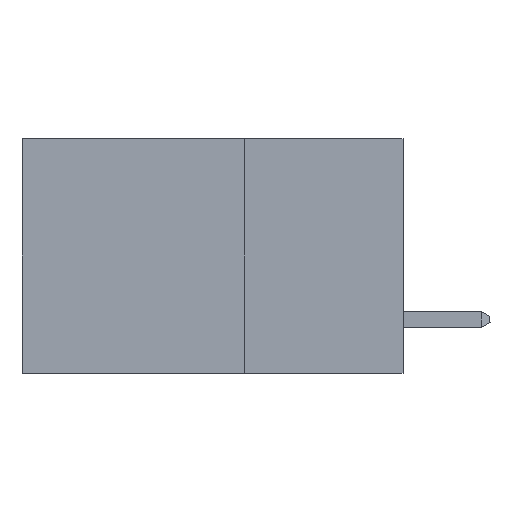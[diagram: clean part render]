
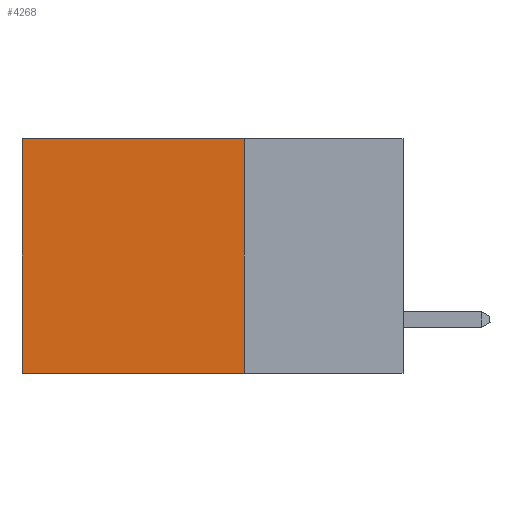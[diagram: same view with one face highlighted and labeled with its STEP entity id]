
A CAD part, left-side view. The second image highlights one B-rep face of the part: STEP entity #4268.
In plain terms, the highlighted planar face has unit normal (-1, 0, 0).
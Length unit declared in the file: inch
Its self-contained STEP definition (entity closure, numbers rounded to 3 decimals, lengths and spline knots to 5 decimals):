
#293 = EDGE_LOOP ( 'NONE', ( #5037, #4044, #3147, #1384 ) ) ;
#583 = PLANE ( 'NONE',  #9869 ) ;
#936 = CARTESIAN_POINT ( 'NONE',  ( 0.2875, 0.25, 0. ) ) ;
#1384 = ORIENTED_EDGE ( 'NONE', *, *, #9149, .T. ) ;
#1501 = VERTEX_POINT ( 'NONE', #10266 ) ;
#1549 = VERTEX_POINT ( 'NONE', #11519 ) ;
#1724 = DIRECTION ( 'NONE',  ( 0., 0., -1. ) ) ;
#1996 = LINE ( 'NONE', #10025, #7841 ) ;
#2176 = VECTOR ( 'NONE', #5509, 39.37008 ) ;
#2852 = VECTOR ( 'NONE', #11260, 39.37008 ) ;
#3147 = ORIENTED_EDGE ( 'NONE', *, *, #5994, .F. ) ;
#3390 = VERTEX_POINT ( 'NONE', #8989 ) ;
#3456 = LINE ( 'NONE', #10065, #2176 ) ;
#3602 = VERTEX_POINT ( 'NONE', #11734 ) ;
#3914 = CARTESIAN_POINT ( 'NONE',  ( 0.2875, 0.25, 0. ) ) ;
#4044 = ORIENTED_EDGE ( 'NONE', *, *, #5757, .F. ) ;
#4268 = ADVANCED_FACE ( 'NONE', ( #4436 ), #583, .F. ) ;
#4436 = FACE_OUTER_BOUND ( 'NONE', #293, .T. ) ;
#4516 = VECTOR ( 'NONE', #7275, 39.37008 ) ;
#5037 = ORIENTED_EDGE ( 'NONE', *, *, #7059, .T. ) ;
#5380 = LINE ( 'NONE', #11789, #4516 ) ;
#5509 = DIRECTION ( 'NONE',  ( 0., 1., 0. ) ) ;
#5643 = DIRECTION ( 'NONE',  ( 0., 1., 0. ) ) ;
#5757 = EDGE_CURVE ( 'NONE', #3390, #1549, #1996, .T. ) ;
#5994 = EDGE_CURVE ( 'NONE', #1501, #3390, #7125, .T. ) ;
#7059 = EDGE_CURVE ( 'NONE', #3602, #1549, #5380, .T. ) ;
#7125 = LINE ( 'NONE', #3914, #2852 ) ;
#7275 = DIRECTION ( 'NONE',  ( 0., 0., -1. ) ) ;
#7841 = VECTOR ( 'NONE', #5643, 39.37008 ) ;
#8989 = CARTESIAN_POINT ( 'NONE',  ( 0.2875, 0.25, -0.37 ) ) ;
#9149 = EDGE_CURVE ( 'NONE', #1501, #3602, #3456, .T. ) ;
#9869 = AXIS2_PLACEMENT_3D ( 'NONE', #936, #11757, #1724 ) ;
#10025 = CARTESIAN_POINT ( 'NONE',  ( 0.2875, 0.25, -0.37 ) ) ;
#10065 = CARTESIAN_POINT ( 'NONE',  ( 0.2875, 0.25, 0. ) ) ;
#10266 = CARTESIAN_POINT ( 'NONE',  ( 0.2875, 0.25, 0. ) ) ;
#11260 = DIRECTION ( 'NONE',  ( 0., 0., -1. ) ) ;
#11519 = CARTESIAN_POINT ( 'NONE',  ( 0.2875, 0.6, -0.37 ) ) ;
#11734 = CARTESIAN_POINT ( 'NONE',  ( 0.2875, 0.6, 0. ) ) ;
#11757 = DIRECTION ( 'NONE',  ( 1., 0., 0. ) ) ;
#11789 = CARTESIAN_POINT ( 'NONE',  ( 0.2875, 0.6, 0. ) ) ;
